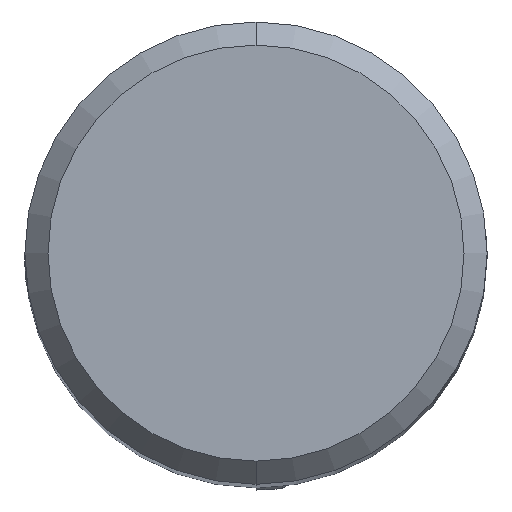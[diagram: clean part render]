
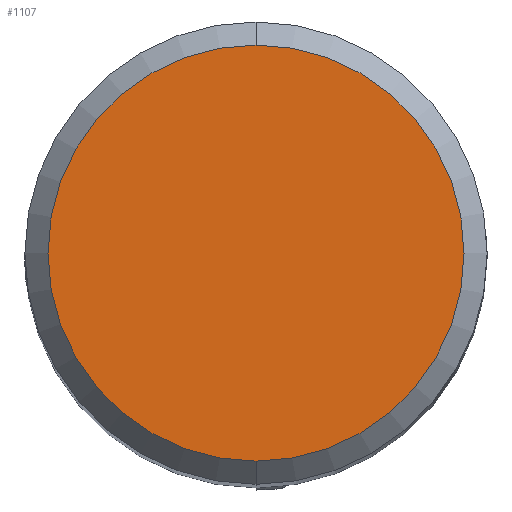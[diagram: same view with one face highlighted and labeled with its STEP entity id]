
A CAD part, top view. The second image highlights one B-rep face of the part: STEP entity #1107.
In plain terms, the highlighted planar face has unit normal (0, 0, 1).
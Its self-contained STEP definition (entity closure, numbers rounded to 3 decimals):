
#1107=ADVANCED_FACE('',(#2472),#2473,.T.);
#1189=VERTEX_POINT('',#2564);
#1483=EDGE_CURVE('',#1189,#1723,#2888,.T.);
#1683=EDGE_CURVE('',#1723,#1189,#3109,.T.);
#1723=VERTEX_POINT('',#3153);
#2472=FACE_OUTER_BOUND('',#4293,.T.);
#2473=PLANE('',#4294);
#2564=CARTESIAN_POINT('',(0.,-4.5,0.0));
#2888=CIRCLE('',#5037,4.5);
#3109=CIRCLE('',#5379,4.5);
#3153=CARTESIAN_POINT('',(0.0,4.5,0.0));
#4293=EDGE_LOOP('',(#6507,#6508));
#4294=AXIS2_PLACEMENT_3D('',#6509,#6510,#6511);
#5037=AXIS2_PLACEMENT_3D('',#7029,#7030,#7031);
#5379=AXIS2_PLACEMENT_3D('',#7295,#7296,#7297);
#6507=ORIENTED_EDGE('',*,*,#1683,.F.);
#6508=ORIENTED_EDGE('',*,*,#1483,.F.);
#6509=CARTESIAN_POINT('',(0.0,2.25,0.0));
#6510=DIRECTION('',(-0.0,0.0,1.0));
#6511=DIRECTION('',(0.0,-1.0,0.0));
#7029=CARTESIAN_POINT('',(0.0,0.0,0.0));
#7030=DIRECTION('',(0.0,0.0,-1.0));
#7031=DIRECTION('',(0.0,1.0,0.0));
#7295=CARTESIAN_POINT('',(0.0,0.0,0.0));
#7296=DIRECTION('',(0.0,0.0,-1.0));
#7297=DIRECTION('',(0.0,1.0,0.0));
